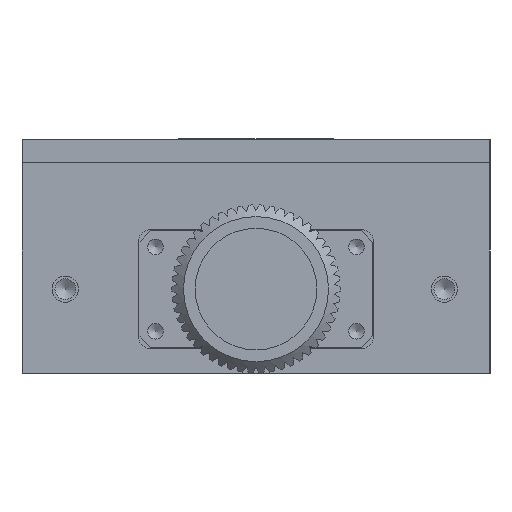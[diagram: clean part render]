
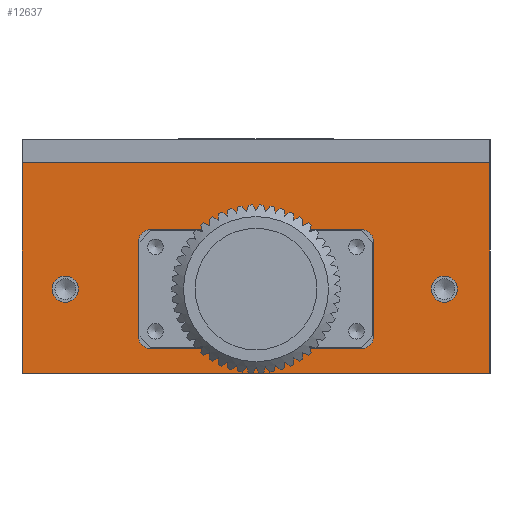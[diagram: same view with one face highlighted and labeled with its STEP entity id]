
A CAD part, left-side view. The second image highlights one B-rep face of the part: STEP entity #12637.
In plain terms, the highlighted planar face has unit normal (-1, 0, 0).
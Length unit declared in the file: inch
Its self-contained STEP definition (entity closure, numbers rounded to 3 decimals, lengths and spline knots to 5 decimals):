
#301 = VERTEX_POINT ( 'NONE', #10035 ) ;
#343 = DIRECTION ( 'NONE',  ( -1., 0., 0. ) ) ;
#384 = DIRECTION ( 'NONE',  ( 0., 0., 1. ) ) ;
#576 = CARTESIAN_POINT ( 'NONE',  ( -1.875, -1., -0.1 ) ) ;
#889 = VERTEX_POINT ( 'NONE', #2465 ) ;
#1315 = LINE ( 'NONE', #7505, #4001 ) ;
#1491 = DIRECTION ( 'NONE',  ( 0., 1., 0. ) ) ;
#1695 = CARTESIAN_POINT ( 'NONE',  ( -1.875, 0.815, -0.584 ) ) ;
#1712 = EDGE_CURVE ( 'NONE', #3051, #2075, #18462, .T. ) ;
#1756 = EDGE_LOOP ( 'NONE', ( #5462, #9618, #7758, #17328, #9326, #11254, #2873, #16150 ) ) ;
#1849 = VERTEX_POINT ( 'NONE', #13039 ) ;
#2040 = DIRECTION ( 'NONE',  ( 1., 0., 0. ) ) ;
#2075 = VERTEX_POINT ( 'NONE', #2963 ) ;
#2465 = CARTESIAN_POINT ( 'NONE',  ( -1.875, -0.453, -0.387 ) ) ;
#2527 = ORIENTED_EDGE ( 'NONE', *, *, #8987, .F. ) ;
#2581 = AXIS2_PLACEMENT_3D ( 'NONE', #9144, #343, #8125 ) ;
#2609 = AXIS2_PLACEMENT_3D ( 'NONE', #2698, #5621, #11962 ) ;
#2648 = AXIS2_PLACEMENT_3D ( 'NONE', #10510, #2723, #15437 ) ;
#2698 = CARTESIAN_POINT ( 'NONE',  ( -1.875, 0.453, -0.843 ) ) ;
#2723 = DIRECTION ( 'NONE',  ( 1., 0., 0. ) ) ;
#2818 = CARTESIAN_POINT ( 'NONE',  ( -1.875, 1., -0.1 ) ) ;
#2873 = ORIENTED_EDGE ( 'NONE', *, *, #6256, .F. ) ;
#2963 = CARTESIAN_POINT ( 'NONE',  ( -1.875, -0.503, -0.437 ) ) ;
#3051 = VERTEX_POINT ( 'NONE', #4039 ) ;
#3270 = EDGE_LOOP ( 'NONE', ( #15255, #11315, #11420, #2527 ) ) ;
#4001 = VECTOR ( 'NONE', #20244, 39.37008 ) ;
#4039 = CARTESIAN_POINT ( 'NONE',  ( -1.875, -0.503, -0.843 ) ) ;
#4409 = EDGE_CURVE ( 'NONE', #18099, #9710, #8572, .T. ) ;
#4532 = LINE ( 'NONE', #9169, #5629 ) ;
#4586 = LINE ( 'NONE', #17332, #17673 ) ;
#4857 = EDGE_LOOP ( 'NONE', ( #17997 ) ) ;
#4978 = CARTESIAN_POINT ( 'NONE',  ( -1.875, 0.453, -0.893 ) ) ;
#5181 = VERTEX_POINT ( 'NONE', #1695 ) ;
#5462 = ORIENTED_EDGE ( 'NONE', *, *, #6784, .F. ) ;
#5583 = CARTESIAN_POINT ( 'NONE',  ( -1.875, 0.503, -0.437 ) ) ;
#5621 = DIRECTION ( 'NONE',  ( 1., 0., 0. ) ) ;
#5629 = VECTOR ( 'NONE', #9376, 39.37008 ) ;
#5725 = AXIS2_PLACEMENT_3D ( 'NONE', #11395, #2040, #6310 ) ;
#5960 = DIRECTION ( 'NONE',  ( -1., 0., 0. ) ) ;
#6200 = VECTOR ( 'NONE', #10887, 39.37008 ) ;
#6256 = EDGE_CURVE ( 'NONE', #18099, #1849, #7646, .T. ) ;
#6306 = VECTOR ( 'NONE', #13116, 39.37008 ) ;
#6310 = DIRECTION ( 'NONE',  ( 0., 0., -1. ) ) ;
#6335 = DIRECTION ( 'NONE',  ( 0., 0., -1. ) ) ;
#6440 = EDGE_CURVE ( 'NONE', #7260, #14074, #9285, .T. ) ;
#6529 = EDGE_CURVE ( 'NONE', #5181, #5181, #17460, .T. ) ;
#6784 = EDGE_CURVE ( 'NONE', #7260, #9710, #10898, .T. ) ;
#6842 = CARTESIAN_POINT ( 'NONE',  ( -1.875, -1., -1. ) ) ;
#7115 = EDGE_CURVE ( 'NONE', #3051, #1849, #19842, .T. ) ;
#7260 = VERTEX_POINT ( 'NONE', #5583 ) ;
#7505 = CARTESIAN_POINT ( 'NONE',  ( -1.875, -1., -0.1 ) ) ;
#7610 = CIRCLE ( 'NONE', #2581, 0.056 ) ;
#7621 = AXIS2_PLACEMENT_3D ( 'NONE', #8791, #12664, #13884 ) ;
#7646 = LINE ( 'NONE', #16974, #11966 ) ;
#7758 = ORIENTED_EDGE ( 'NONE', *, *, #17077, .F. ) ;
#8125 = DIRECTION ( 'NONE',  ( 0., 0., 1. ) ) ;
#8356 = PLANE ( 'NONE',  #13386 ) ;
#8572 = CIRCLE ( 'NONE', #2609, 0.05 ) ;
#8684 = VERTEX_POINT ( 'NONE', #14969 ) ;
#8791 = CARTESIAN_POINT ( 'NONE',  ( -1.875, -0.453, -0.437 ) ) ;
#8891 = CARTESIAN_POINT ( 'NONE',  ( -1.875, 1., -0.1 ) ) ;
#8949 = CARTESIAN_POINT ( 'NONE',  ( -1.875, 0.815, -0.64 ) ) ;
#8987 = EDGE_CURVE ( 'NONE', #10819, #9595, #4586, .T. ) ;
#9144 = CARTESIAN_POINT ( 'NONE',  ( -1.875, -0.805, -0.64 ) ) ;
#9169 = CARTESIAN_POINT ( 'NONE',  ( -1.875, -0.503, -0.387 ) ) ;
#9225 = CARTESIAN_POINT ( 'NONE',  ( -1.875, 0.503, -0.387 ) ) ;
#9285 = CIRCLE ( 'NONE', #2648, 0.05 ) ;
#9326 = ORIENTED_EDGE ( 'NONE', *, *, #1712, .F. ) ;
#9376 = DIRECTION ( 'NONE',  ( 0., 1., 0. ) ) ;
#9595 = VERTEX_POINT ( 'NONE', #18249 ) ;
#9611 = VECTOR ( 'NONE', #6335, 39.37008 ) ;
#9618 = ORIENTED_EDGE ( 'NONE', *, *, #6440, .T. ) ;
#9710 = VERTEX_POINT ( 'NONE', #16262 ) ;
#9794 = DIRECTION ( 'NONE',  ( -1., 0., 0. ) ) ;
#9986 = FACE_BOUND ( 'NONE', #4857, .T. ) ;
#10035 = CARTESIAN_POINT ( 'NONE',  ( -1.875, -1., -0.1 ) ) ;
#10510 = CARTESIAN_POINT ( 'NONE',  ( -1.875, 0.453, -0.437 ) ) ;
#10586 = VECTOR ( 'NONE', #17248, 39.37008 ) ;
#10819 = VERTEX_POINT ( 'NONE', #6842 ) ;
#10887 = DIRECTION ( 'NONE',  ( 0., 0., 1. ) ) ;
#10898 = LINE ( 'NONE', #9225, #9611 ) ;
#11254 = ORIENTED_EDGE ( 'NONE', *, *, #7115, .T. ) ;
#11315 = ORIENTED_EDGE ( 'NONE', *, *, #19016, .T. ) ;
#11384 = FACE_BOUND ( 'NONE', #17304, .T. ) ;
#11395 = CARTESIAN_POINT ( 'NONE',  ( -1.875, -0.453, -0.843 ) ) ;
#11420 = ORIENTED_EDGE ( 'NONE', *, *, #16676, .F. ) ;
#11962 = DIRECTION ( 'NONE',  ( 0., 0., -1. ) ) ;
#11966 = VECTOR ( 'NONE', #12337, 39.37008 ) ;
#12316 = DIRECTION ( 'NONE',  ( 0., 0., 1. ) ) ;
#12337 = DIRECTION ( 'NONE',  ( 0., -1., 0. ) ) ;
#12637 = ADVANCED_FACE ( 'NONE', ( #16332, #17985, #11384, #9986 ), #8356, .T. ) ;
#12664 = DIRECTION ( 'NONE',  ( 1., 0., 0. ) ) ;
#13030 = VERTEX_POINT ( 'NONE', #8891 ) ;
#13039 = CARTESIAN_POINT ( 'NONE',  ( -1.875, -0.453, -0.893 ) ) ;
#13116 = DIRECTION ( 'NONE',  ( 0., 1., 0. ) ) ;
#13364 = ORIENTED_EDGE ( 'NONE', *, *, #6529, .F. ) ;
#13386 = AXIS2_PLACEMENT_3D ( 'NONE', #14626, #9794, #384 ) ;
#13883 = CARTESIAN_POINT ( 'NONE',  ( -1.875, -0.503, -0.893 ) ) ;
#13884 = DIRECTION ( 'NONE',  ( 0., 0., -1. ) ) ;
#14074 = VERTEX_POINT ( 'NONE', #19546 ) ;
#14626 = CARTESIAN_POINT ( 'NONE',  ( -1.875, -1., -0.1 ) ) ;
#14834 = EDGE_CURVE ( 'NONE', #8684, #8684, #7610, .T. ) ;
#14969 = CARTESIAN_POINT ( 'NONE',  ( -1.875, -0.805, -0.584 ) ) ;
#15255 = ORIENTED_EDGE ( 'NONE', *, *, #20140, .T. ) ;
#15437 = DIRECTION ( 'NONE',  ( 0., 0., -1. ) ) ;
#15730 = LINE ( 'NONE', #2818, #10586 ) ;
#16150 = ORIENTED_EDGE ( 'NONE', *, *, #4409, .T. ) ;
#16262 = CARTESIAN_POINT ( 'NONE',  ( -1.875, 0.503, -0.843 ) ) ;
#16332 = FACE_OUTER_BOUND ( 'NONE', #3270, .T. ) ;
#16676 = EDGE_CURVE ( 'NONE', #9595, #13030, #15730, .T. ) ;
#16800 = AXIS2_PLACEMENT_3D ( 'NONE', #8949, #5960, #12316 ) ;
#16974 = CARTESIAN_POINT ( 'NONE',  ( -1.875, 0.503, -0.893 ) ) ;
#17077 = EDGE_CURVE ( 'NONE', #889, #14074, #4532, .T. ) ;
#17248 = DIRECTION ( 'NONE',  ( 0., 0., 1. ) ) ;
#17304 = EDGE_LOOP ( 'NONE', ( #13364 ) ) ;
#17328 = ORIENTED_EDGE ( 'NONE', *, *, #18814, .T. ) ;
#17332 = CARTESIAN_POINT ( 'NONE',  ( -1.875, -1., -1. ) ) ;
#17460 = CIRCLE ( 'NONE', #16800, 0.056 ) ;
#17673 = VECTOR ( 'NONE', #1491, 39.37008 ) ;
#17985 = FACE_BOUND ( 'NONE', #1756, .T. ) ;
#17997 = ORIENTED_EDGE ( 'NONE', *, *, #14834, .F. ) ;
#18099 = VERTEX_POINT ( 'NONE', #4978 ) ;
#18203 = LINE ( 'NONE', #576, #6306 ) ;
#18249 = CARTESIAN_POINT ( 'NONE',  ( -1.875, 1., -1. ) ) ;
#18462 = LINE ( 'NONE', #13883, #6200 ) ;
#18814 = EDGE_CURVE ( 'NONE', #889, #2075, #20067, .T. ) ;
#19016 = EDGE_CURVE ( 'NONE', #301, #13030, #18203, .T. ) ;
#19546 = CARTESIAN_POINT ( 'NONE',  ( -1.875, 0.453, -0.387 ) ) ;
#19842 = CIRCLE ( 'NONE', #5725, 0.05 ) ;
#20067 = CIRCLE ( 'NONE', #7621, 0.05 ) ;
#20140 = EDGE_CURVE ( 'NONE', #10819, #301, #1315, .T. ) ;
#20244 = DIRECTION ( 'NONE',  ( 0., 0., 1. ) ) ;
